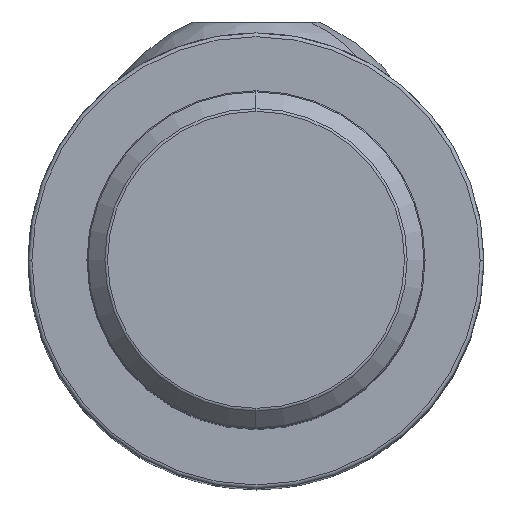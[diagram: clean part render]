
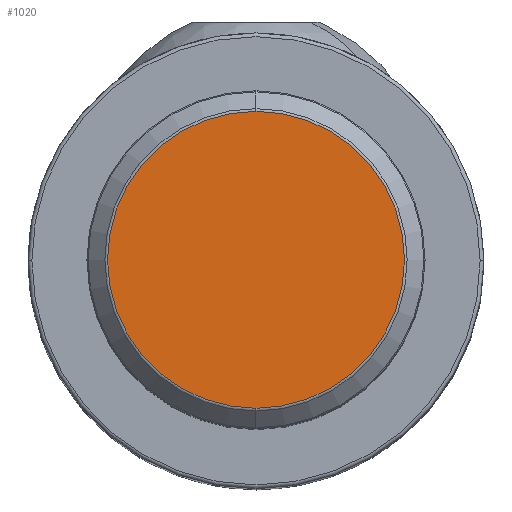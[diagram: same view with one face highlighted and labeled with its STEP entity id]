
A CAD part, top view. The second image highlights one B-rep face of the part: STEP entity #1020.
In plain terms, the highlighted planar face has unit normal (0, 0, 1).
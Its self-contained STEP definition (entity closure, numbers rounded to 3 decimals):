
#441 = ORIENTED_EDGE ( 'NONE', *, *, #4186, .T. ) ;
#1020 = ADVANCED_FACE ( 'NONE', ( #2481 ), #8316, .T. ) ;
#1085 = CARTESIAN_POINT ( 'NONE',  ( 0., 0., 15. ) ) ;
#1730 = DIRECTION ( 'NONE',  ( 0., -1., 0. ) ) ;
#2301 = DIRECTION ( 'NONE',  ( 0., 0., 1. ) ) ;
#2481 = FACE_OUTER_BOUND ( 'NONE', #6220, .T. ) ;
#2643 = ORIENTED_EDGE ( 'NONE', *, *, #4208, .T. ) ;
#2949 = AXIS2_PLACEMENT_3D ( 'NONE', #1085, #7088, #1730 ) ;
#3138 = CARTESIAN_POINT ( 'NONE',  ( 0., -3.909, 15. ) ) ;
#4186 = EDGE_CURVE ( 'NONE', #8772, #4588, #7822, .T. ) ;
#4208 = EDGE_CURVE ( 'NONE', #4588, #8772, #4784, .T. ) ;
#4588 = VERTEX_POINT ( 'NONE', #3138 ) ;
#4784 = CIRCLE ( 'NONE', #9243, 3.909 ) ;
#6220 = EDGE_LOOP ( 'NONE', ( #2643, #441 ) ) ;
#6725 = CARTESIAN_POINT ( 'NONE',  ( 0., 0., 15. ) ) ;
#7088 = DIRECTION ( 'NONE',  ( 0., 0., 1. ) ) ;
#7750 = DIRECTION ( 'NONE',  ( 0., -1., 0. ) ) ;
#7822 = CIRCLE ( 'NONE', #12122, 3.909 ) ;
#8316 = PLANE ( 'NONE',  #2949 ) ;
#8772 = VERTEX_POINT ( 'NONE', #9799 ) ;
#9243 = AXIS2_PLACEMENT_3D ( 'NONE', #6725, #2301, #9847 ) ;
#9799 = CARTESIAN_POINT ( 'NONE',  ( 0., 3.909, 15. ) ) ;
#9847 = DIRECTION ( 'NONE',  ( 0., -1., 0. ) ) ;
#10883 = CARTESIAN_POINT ( 'NONE',  ( 0., 0., 15. ) ) ;
#12122 = AXIS2_PLACEMENT_3D ( 'NONE', #10883, #13059, #7750 ) ;
#13059 = DIRECTION ( 'NONE',  ( 0., 0., 1. ) ) ;
